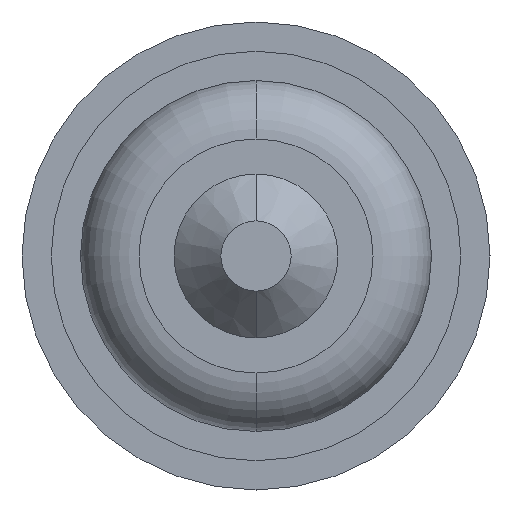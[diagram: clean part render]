
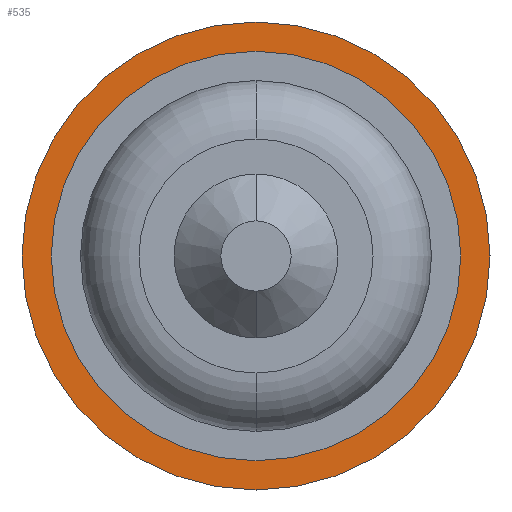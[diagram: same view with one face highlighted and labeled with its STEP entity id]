
A CAD part, front view. The second image highlights one B-rep face of the part: STEP entity #535.
In plain terms, the highlighted planar face has unit normal (0, -1, 0).
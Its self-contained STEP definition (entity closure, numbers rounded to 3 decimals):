
#29 = AXIS2_PLACEMENT_3D ( 'NONE', #106, #3550, #2538 ) ;
#106 = CARTESIAN_POINT ( 'NONE',  ( 0., 26., 0. ) ) ;
#171 = CARTESIAN_POINT ( 'NONE',  ( 0., 26., -2. ) ) ;
#245 = DIRECTION ( 'NONE',  ( 0., 0., 1. ) ) ;
#264 = AXIS2_PLACEMENT_3D ( 'NONE', #1930, #2285, #2652 ) ;
#535 = ADVANCED_FACE ( 'Defeature ausgef�hrt1_9', ( #1196, #4486 ), #1799, .F. ) ;
#559 = ORIENTED_EDGE ( 'NONE', *, *, #856, .F. ) ;
#686 = VERTEX_POINT ( 'NONE', #171 ) ;
#729 = VERTEX_POINT ( 'NONE', #4014 ) ;
#733 = CIRCLE ( 'NONE', #2805, 2. ) ;
#739 = ORIENTED_EDGE ( 'NONE', *, *, #2348, .T. ) ;
#760 = CIRCLE ( 'NONE', #264, 0.9 ) ;
#761 = DIRECTION ( 'NONE',  ( 0., 1., 0. ) ) ;
#786 = DIRECTION ( 'NONE',  ( 0., 0., 1. ) ) ;
#856 = EDGE_CURVE ( 'Defeature ausgef�hrt1_10+Defeature ausgef�hrt1_9+Defeature ausgef�hrt1_9+Defeature ausgef�hrt1_9', #686, #3465, #733, .T. ) ;
#1112 = CARTESIAN_POINT ( 'NONE',  ( 0., 26., 0. ) ) ;
#1141 = EDGE_LOOP ( 'NONE', ( #3443, #739 ) ) ;
#1196 = FACE_OUTER_BOUND ( 'NONE', #3707, .T. ) ;
#1457 = DIRECTION ( 'NONE',  ( 0., 1., 0. ) ) ;
#1460 = CIRCLE ( 'NONE', #29, 2. ) ;
#1476 = DIRECTION ( 'NONE',  ( 0., 0., 1. ) ) ;
#1658 = AXIS2_PLACEMENT_3D ( 'NONE', #1112, #1457, #1476 ) ;
#1799 = PLANE ( 'NONE',  #3825 ) ;
#1811 = CARTESIAN_POINT ( 'NONE',  ( 2., 26., 0. ) ) ;
#1913 = CARTESIAN_POINT ( 'NONE',  ( 0., 26., 0. ) ) ;
#1930 = CARTESIAN_POINT ( 'NONE',  ( 0., 26., 0. ) ) ;
#2273 = CIRCLE ( 'NONE', #1658, 0.9 ) ;
#2285 = DIRECTION ( 'NONE',  ( 0., 1., 0. ) ) ;
#2348 = EDGE_CURVE ( 'Defeature ausgef�hrt1_9+Defeature ausgef�hrt1_8+Defeature ausgef�hrt1_8+Defeature ausgef�hrt1_8', #729, #3889, #2273, .T. ) ;
#2538 = DIRECTION ( 'NONE',  ( 0., 0., 1. ) ) ;
#2652 = DIRECTION ( 'NONE',  ( 0., 0., 1. ) ) ;
#2777 = ORIENTED_EDGE ( 'NONE', *, *, #3295, .F. ) ;
#2805 = AXIS2_PLACEMENT_3D ( 'NONE', #1913, #4464, #245 ) ;
#2887 = EDGE_CURVE ( 'Defeature ausgef�hrt1_9+Defeature ausgef�hrt1_8+Defeature ausgef�hrt1_8+Defeature ausgef�hrt1_8', #3889, #729, #760, .T. ) ;
#3295 = EDGE_CURVE ( 'Defeature ausgef�hrt1_10+Defeature ausgef�hrt1_9+Defeature ausgef�hrt1_9+Defeature ausgef�hrt1_9', #3465, #686, #1460, .T. ) ;
#3443 = ORIENTED_EDGE ( 'NONE', *, *, #2887, .T. ) ;
#3465 = VERTEX_POINT ( 'NONE', #3799 ) ;
#3543 = CARTESIAN_POINT ( 'NONE',  ( 0., 26., 0.9 ) ) ;
#3550 = DIRECTION ( 'NONE',  ( 0., 1., 0. ) ) ;
#3707 = EDGE_LOOP ( 'NONE', ( #2777, #559 ) ) ;
#3799 = CARTESIAN_POINT ( 'NONE',  ( 0., 26., 2. ) ) ;
#3825 = AXIS2_PLACEMENT_3D ( 'NONE', #1811, #761, #786 ) ;
#3889 = VERTEX_POINT ( 'NONE', #3543 ) ;
#4014 = CARTESIAN_POINT ( 'NONE',  ( 0., 26., -0.9 ) ) ;
#4464 = DIRECTION ( 'NONE',  ( 0., 1., 0. ) ) ;
#4486 = FACE_BOUND ( 'NONE', #1141, .T. ) ;
